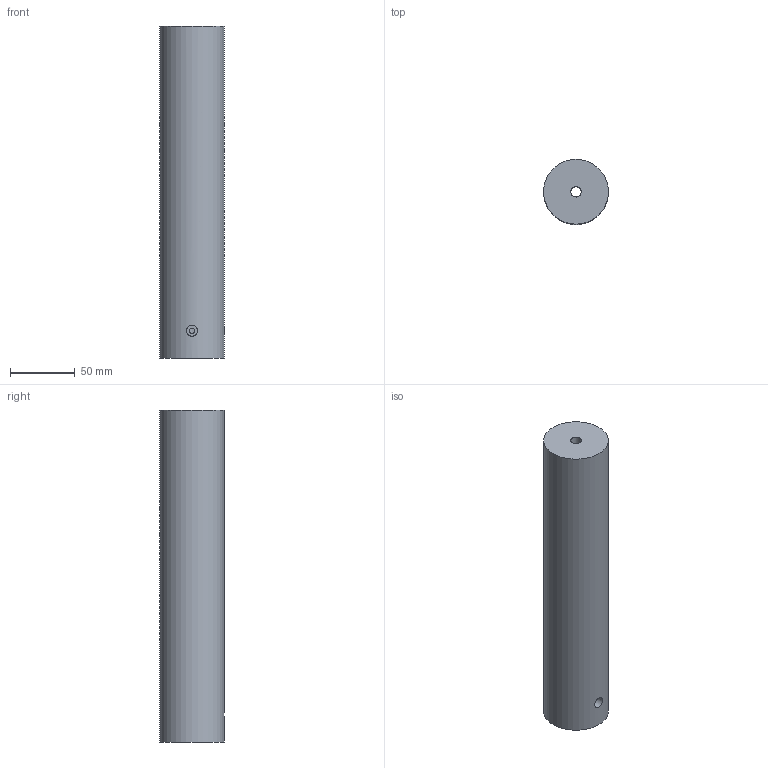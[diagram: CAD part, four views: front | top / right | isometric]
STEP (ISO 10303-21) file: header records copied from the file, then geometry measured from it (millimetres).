
FILE_DESCRIPTION(/* description */ (''),/* implementation_level */ '2;1');
FILE_NAME(/* name */ 'Rol_Motor v10.step',/* time_stamp */ '2019-09-14T09:57:14+02:00',/* author */ (''),/* organization */ (''),/* preprocessor_version */ 'ST-DEVELOPER v18',/* originating_system */ 'Autodesk Translation Framework v8.6.0.1094',/* authorisation */ '');
FILE_SCHEMA (('AUTOMOTIVE_DESIGN { 1 0 10303 214 3 1 1 }'));
Length unit declared in the file: millimetre
Products named in the file (1): Rol_Motor
Bounding box: 50 x 50 x 256 mm (x, y, z)
Volume: 480734.4 mm3; surface area: 52206.1 mm2
Topology: 1 solids, 1 shells, 14 faces, 28 edges, 20 vertices
Faces by surface type: cylinder 8, plane 6
Full cylindrical faces by diameter (mm): 4.1 x2, 8.2 x1, 8.5 x2, 19 x1, 22 x1, 50 x1
Entity records: 537 total; most frequent: CARTESIAN_POINT 199, DIRECTION 62, ORIENTED_EDGE 56, EDGE_CURVE 28, AXIS2_PLACEMENT_3D 27, EDGE_LOOP 24, VERTEX_POINT 20, FACE_OUTER_BOUND 14
